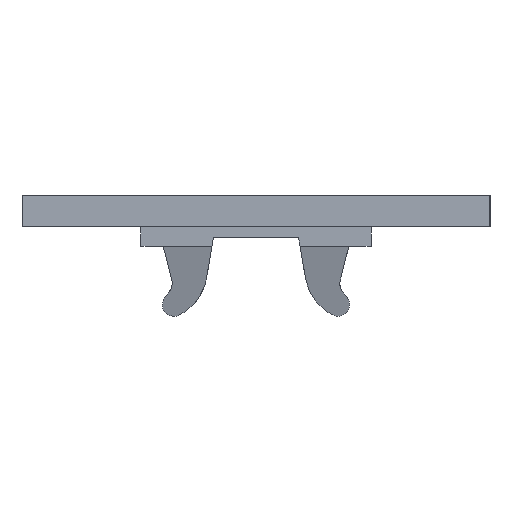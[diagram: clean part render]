
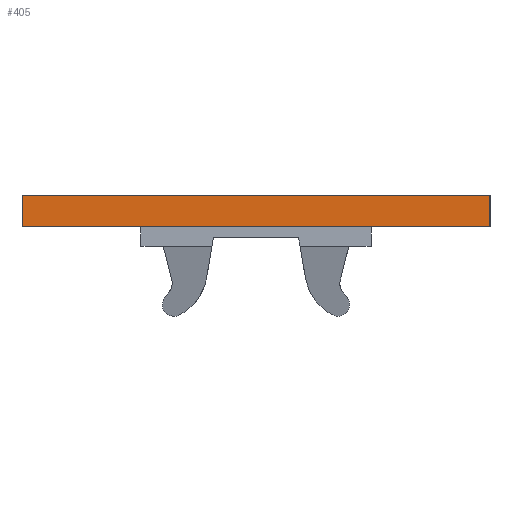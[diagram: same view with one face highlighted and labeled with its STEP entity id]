
A CAD part, left-side view. The second image highlights one B-rep face of the part: STEP entity #405.
In plain terms, the highlighted planar face has unit normal (-1, 0, 0).
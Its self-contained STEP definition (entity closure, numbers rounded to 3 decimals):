
#405=ADVANCED_FACE('',(#709),#548,.T.);
#548=PLANE('',#3539);
#709=FACE_OUTER_BOUND('',#893,.T.);
#893=EDGE_LOOP('',(#1780,#1781,#1782,#1783));
#1780=ORIENTED_EDGE('',*,*,#2555,.F.);
#1781=ORIENTED_EDGE('',*,*,#2554,.F.);
#1782=ORIENTED_EDGE('',*,*,#2556,.T.);
#1783=ORIENTED_EDGE('',*,*,#2545,.T.);
#2096=VERTEX_POINT('',#5701);
#2098=VERTEX_POINT('',#5704);
#2102=VERTEX_POINT('',#5717);
#2103=VERTEX_POINT('',#5719);
#2545=EDGE_CURVE('',#2098,#2096,#2929,.T.);
#2554=EDGE_CURVE('',#2103,#2102,#2938,.T.);
#2555=EDGE_CURVE('',#2102,#2096,#2939,.T.);
#2556=EDGE_CURVE('',#2103,#2098,#2940,.T.);
#2929=LINE('',#5703,#3328);
#2938=LINE('',#5720,#3337);
#2939=LINE('',#5722,#3338);
#2940=LINE('',#5723,#3339);
#3328=VECTOR('',#4321,1.);
#3337=VECTOR('',#4334,1.);
#3338=VECTOR('',#4337,1.);
#3339=VECTOR('',#4338,1.);
#3539=AXIS2_PLACEMENT_3D('',#5724,#4339,#4340);
#4321=DIRECTION('',(0.,0.,-1.));
#4334=DIRECTION('',(0.,0.,-1.));
#4337=DIRECTION('',(0.,1.,0.));
#4338=DIRECTION('',(0.,1.,0.));
#4339=DIRECTION('',(-1.,0.,0.));
#4340=DIRECTION('',(0.,0.,1.));
#5701=CARTESIAN_POINT('',(0.,0.,-0.8));
#5703=CARTESIAN_POINT('',(0.,0.,0.));
#5704=CARTESIAN_POINT('',(0.,0.,0.));
#5717=CARTESIAN_POINT('',(0.,-12.,-0.8));
#5719=CARTESIAN_POINT('',(0.,-12.,0.));
#5720=CARTESIAN_POINT('',(0.,-12.,0.));
#5722=CARTESIAN_POINT('',(0.,-12.,-0.8));
#5723=CARTESIAN_POINT('',(0.,-12.,0.));
#5724=CARTESIAN_POINT('',(0.,-12.,0.));
